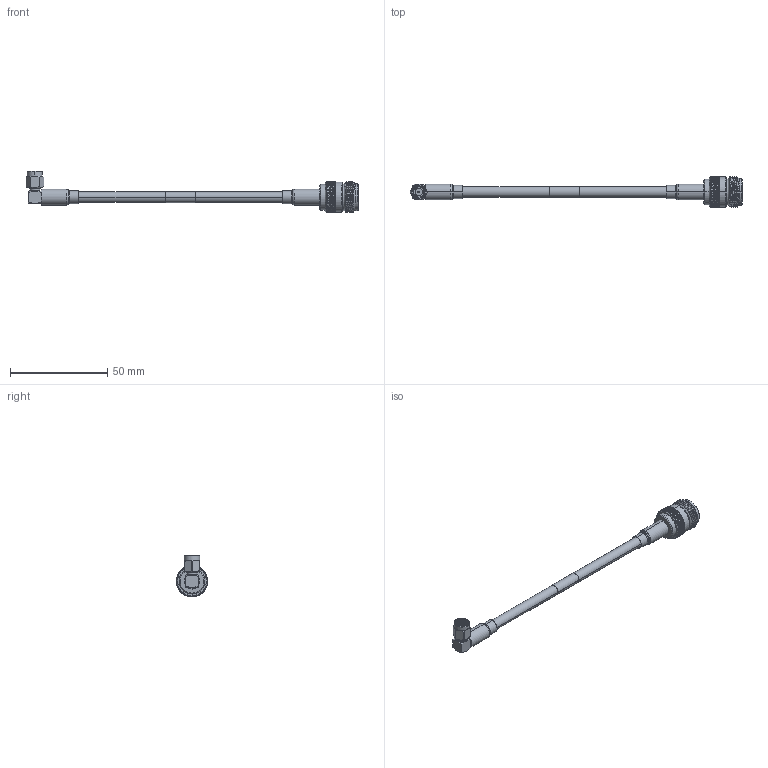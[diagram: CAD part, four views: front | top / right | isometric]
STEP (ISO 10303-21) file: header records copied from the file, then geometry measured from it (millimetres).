
FILE_DESCRIPTION (( 'STEP AP203' ), '1' );
FILE_NAME ('FMCA2736.STEP', '2022-03-09T18:23:13', ( '' ), ( '' ), 'SwSTEP 2.0', 'SolidWorks 2021', '' );
FILE_SCHEMA (( 'CONFIG_CONTROL_DESIGN' ));
Length unit declared in the file: millimetre
Products named in the file (5): SC6050; RG223_with label; FMCA2736; CA-240-MA1_.75" Long; FMCN1760
Assembly tree (5 placements, depth 2):
  FMCA2736
    RG223_with label
    FMCN1760
    SC6050
    CA-240-MA1_.75" Long  x2
Bounding box: 170.48 x 16.01 x 21.34 mm (x, y, z)
Volume: 6898.1 mm3; surface area: 8659.5 mm2
Topology: 9 solids, 9 shells, 5272 faces, 11116 edges, 5885 vertices
Faces by surface type: bspline 3846, cylinder 1010, plane 278, cone 120, torus 18
Entity records: 197715 total; most frequent: CARTESIAN_POINT 128643, ORIENTED_EDGE 22140, EDGE_CURVE 11070, VERTEX_POINT 5861, EDGE_LOOP 5283, ADVANCED_FACE 5250, FACE_OUTER_BOUND 5250, B_SPLINE_CURVE_WITH_KNOTS 4462
